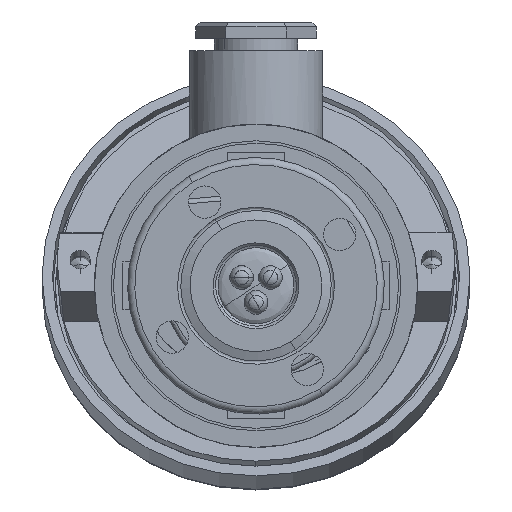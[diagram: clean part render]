
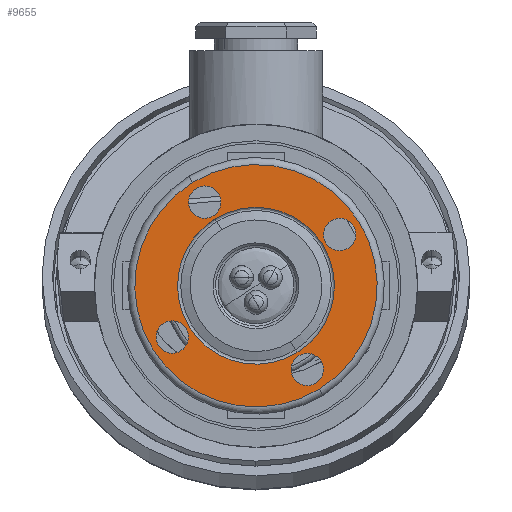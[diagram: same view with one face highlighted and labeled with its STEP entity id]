
A CAD part, front view. The second image highlights one B-rep face of the part: STEP entity #9655.
In plain terms, the highlighted face is planar.
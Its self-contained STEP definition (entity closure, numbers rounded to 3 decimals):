
#187 = EDGE_CURVE ( 'NONE', #5632, #12344, #2766, .T. ) ;
#214 = AXIS2_PLACEMENT_3D ( 'NONE', #10400, #3044, #17460 ) ;
#248 = VERTEX_POINT ( 'NONE', #14451 ) ;
#268 = PLANE ( 'NONE',  #14705 ) ;
#327 = EDGE_LOOP ( 'NONE', ( #13952, #1343 ) ) ;
#399 = DIRECTION ( 'NONE',  ( 0., 1., 0. ) ) ;
#438 = DIRECTION ( 'NONE',  ( 0., 1., 0. ) ) ;
#496 = DIRECTION ( 'NONE',  ( -1., 0., 0. ) ) ;
#657 = CARTESIAN_POINT ( 'NONE',  ( 3.4, 0.65, -20.65 ) ) ;
#968 = CARTESIAN_POINT ( 'NONE',  ( -3.4, 0.65, -20.65 ) ) ;
#994 = AXIS2_PLACEMENT_3D ( 'NONE', #2191, #16800, #9465 ) ;
#1062 = EDGE_CURVE ( 'NONE', #248, #3127, #18650, .T. ) ;
#1343 = ORIENTED_EDGE ( 'NONE', *, *, #1062, .F. ) ;
#1360 = AXIS2_PLACEMENT_3D ( 'NONE', #12012, #3014, #7562 ) ;
#1662 = ORIENTED_EDGE ( 'NONE', *, *, #12873, .F. ) ;
#1715 = ORIENTED_EDGE ( 'NONE', *, *, #7614, .F. ) ;
#1798 = AXIS2_PLACEMENT_3D ( 'NONE', #18559, #8201, #12931 ) ;
#1957 = CIRCLE ( 'NONE', #4128, 3.4 ) ;
#2142 = FACE_BOUND ( 'NONE', #327, .T. ) ;
#2191 = CARTESIAN_POINT ( 'NONE',  ( 0., 0.65, 0. ) ) ;
#2591 = EDGE_CURVE ( 'NONE', #10996, #10814, #7566, .T. ) ;
#2766 = CIRCLE ( 'NONE', #16127, 16.5 ) ;
#2897 = CIRCLE ( 'NONE', #4757, 3.4 ) ;
#3014 = DIRECTION ( 'NONE',  ( 0., 1., 0. ) ) ;
#3044 = DIRECTION ( 'NONE',  ( 0., 1., 0. ) ) ;
#3127 = VERTEX_POINT ( 'NONE', #10540 ) ;
#3571 = CARTESIAN_POINT ( 'NONE',  ( 0., 0.65, 0. ) ) ;
#3686 = EDGE_LOOP ( 'NONE', ( #13690, #1715 ) ) ;
#3856 = VERTEX_POINT ( 'NONE', #15292 ) ;
#3983 = DIRECTION ( 'NONE',  ( 0., 1., 0. ) ) ;
#4066 = DIRECTION ( 'NONE',  ( 1., 0., 0. ) ) ;
#4128 = AXIS2_PLACEMENT_3D ( 'NONE', #9723, #17350, #10090 ) ;
#4135 = CIRCLE ( 'NONE', #9412, 25.5 ) ;
#4394 = ORIENTED_EDGE ( 'NONE', *, *, #8299, .F. ) ;
#4411 = CIRCLE ( 'NONE', #994, 16.5 ) ;
#4671 = VERTEX_POINT ( 'NONE', #968 ) ;
#4757 = AXIS2_PLACEMENT_3D ( 'NONE', #14441, #19149, #12745 ) ;
#5072 = AXIS2_PLACEMENT_3D ( 'NONE', #9352, #18356, #496 ) ;
#5151 = FACE_BOUND ( 'NONE', #3686, .T. ) ;
#5348 = AXIS2_PLACEMENT_3D ( 'NONE', #16068, #8649, #14603 ) ;
#5438 = CARTESIAN_POINT ( 'NONE',  ( -20.65, 0.65, 0. ) ) ;
#5632 = VERTEX_POINT ( 'NONE', #6824 ) ;
#5711 = CARTESIAN_POINT ( 'NONE',  ( 25.5, 0.65, 0. ) ) ;
#5753 = ORIENTED_EDGE ( 'NONE', *, *, #9223, .F. ) ;
#6584 = ORIENTED_EDGE ( 'NONE', *, *, #11828, .T. ) ;
#6609 = FACE_BOUND ( 'NONE', #18040, .T. ) ;
#6824 = CARTESIAN_POINT ( 'NONE',  ( -16.5, 0.65, 0. ) ) ;
#7131 = VERTEX_POINT ( 'NONE', #657 ) ;
#7562 = DIRECTION ( 'NONE',  ( 0., 0., -1. ) ) ;
#7566 = CIRCLE ( 'NONE', #1360, 3.4 ) ;
#7614 = EDGE_CURVE ( 'NONE', #12344, #5632, #4411, .T. ) ;
#7826 = VERTEX_POINT ( 'NONE', #8868 ) ;
#8201 = DIRECTION ( 'NONE',  ( 0., 1., 0. ) ) ;
#8285 = ORIENTED_EDGE ( 'NONE', *, *, #11565, .F. ) ;
#8299 = EDGE_CURVE ( 'NONE', #7826, #3856, #13732, .T. ) ;
#8340 = AXIS2_PLACEMENT_3D ( 'NONE', #5438, #3983, #15854 ) ;
#8649 = DIRECTION ( 'NONE',  ( 0., 1., 0. ) ) ;
#8828 = CARTESIAN_POINT ( 'NONE',  ( 20.65, 0.65, -3.4 ) ) ;
#8868 = CARTESIAN_POINT ( 'NONE',  ( 3.4, 0.65, 20.65 ) ) ;
#9223 = EDGE_CURVE ( 'NONE', #3856, #7826, #1957, .T. ) ;
#9352 = CARTESIAN_POINT ( 'NONE',  ( 0., 0.65, -20.65 ) ) ;
#9412 = AXIS2_PLACEMENT_3D ( 'NONE', #13725, #399, #17052 ) ;
#9465 = DIRECTION ( 'NONE',  ( -1., 0., 0. ) ) ;
#9655 = ADVANCED_FACE ( 'NONE', ( #15464, #18417, #2142, #6609, #12509, #5151 ), #268, .F. ) ;
#9723 = CARTESIAN_POINT ( 'NONE',  ( 0., 0.65, 20.65 ) ) ;
#9954 = ORIENTED_EDGE ( 'NONE', *, *, #2591, .F. ) ;
#10090 = DIRECTION ( 'NONE',  ( 1., 0., 0. ) ) ;
#10219 = DIRECTION ( 'NONE',  ( 0., 0., 1. ) ) ;
#10327 = DIRECTION ( 'NONE',  ( 0., 1., 0. ) ) ;
#10400 = CARTESIAN_POINT ( 'NONE',  ( 0., 0.65, -20.65 ) ) ;
#10447 = CIRCLE ( 'NONE', #214, 3.4 ) ;
#10540 = CARTESIAN_POINT ( 'NONE',  ( -20.65, 0.65, 3.4 ) ) ;
#10767 = CIRCLE ( 'NONE', #1798, 25.5 ) ;
#10814 = VERTEX_POINT ( 'NONE', #14404 ) ;
#10996 = VERTEX_POINT ( 'NONE', #8828 ) ;
#11565 = EDGE_CURVE ( 'NONE', #10814, #10996, #2897, .T. ) ;
#11828 = EDGE_CURVE ( 'NONE', #13295, #14757, #4135, .T. ) ;
#11942 = CIRCLE ( 'NONE', #17291, 3.4 ) ;
#12012 = CARTESIAN_POINT ( 'NONE',  ( 20.65, 0.65, 0. ) ) ;
#12119 = CARTESIAN_POINT ( 'NONE',  ( 16.5, 0.65, 0. ) ) ;
#12344 = VERTEX_POINT ( 'NONE', #17401 ) ;
#12509 = FACE_OUTER_BOUND ( 'NONE', #14019, .T. ) ;
#12745 = DIRECTION ( 'NONE',  ( 0., 0., -1. ) ) ;
#12873 = EDGE_CURVE ( 'NONE', #7131, #4671, #17825, .T. ) ;
#12931 = DIRECTION ( 'NONE',  ( 1., 0., 0. ) ) ;
#13295 = VERTEX_POINT ( 'NONE', #19104 ) ;
#13690 = ORIENTED_EDGE ( 'NONE', *, *, #187, .F. ) ;
#13725 = CARTESIAN_POINT ( 'NONE',  ( 0., 0.65, 0. ) ) ;
#13732 = CIRCLE ( 'NONE', #5348, 3.4 ) ;
#13952 = ORIENTED_EDGE ( 'NONE', *, *, #15175, .F. ) ;
#14019 = EDGE_LOOP ( 'NONE', ( #17622, #6584 ) ) ;
#14404 = CARTESIAN_POINT ( 'NONE',  ( 20.65, 0.65, 3.4 ) ) ;
#14441 = CARTESIAN_POINT ( 'NONE',  ( 20.65, 0.65, 0. ) ) ;
#14451 = CARTESIAN_POINT ( 'NONE',  ( -20.65, 0.65, -3.4 ) ) ;
#14603 = DIRECTION ( 'NONE',  ( 1., 0., 0. ) ) ;
#14705 = AXIS2_PLACEMENT_3D ( 'NONE', #12119, #17422, #4066 ) ;
#14757 = VERTEX_POINT ( 'NONE', #5711 ) ;
#14849 = EDGE_LOOP ( 'NONE', ( #8285, #9954 ) ) ;
#15175 = EDGE_CURVE ( 'NONE', #3127, #248, #11942, .T. ) ;
#15292 = CARTESIAN_POINT ( 'NONE',  ( -3.4, 0.65, 20.65 ) ) ;
#15464 = FACE_BOUND ( 'NONE', #14849, .T. ) ;
#15854 = DIRECTION ( 'NONE',  ( 0., 0., 1. ) ) ;
#16068 = CARTESIAN_POINT ( 'NONE',  ( 0., 0.65, 20.65 ) ) ;
#16127 = AXIS2_PLACEMENT_3D ( 'NONE', #3571, #438, #18569 ) ;
#16705 = EDGE_CURVE ( 'NONE', #14757, #13295, #10767, .T. ) ;
#16800 = DIRECTION ( 'NONE',  ( 0., 1., 0. ) ) ;
#16830 = EDGE_CURVE ( 'NONE', #4671, #7131, #10447, .T. ) ;
#17052 = DIRECTION ( 'NONE',  ( 1., 0., 0. ) ) ;
#17291 = AXIS2_PLACEMENT_3D ( 'NONE', #17876, #10327, #10219 ) ;
#17350 = DIRECTION ( 'NONE',  ( 0., 1., 0. ) ) ;
#17401 = CARTESIAN_POINT ( 'NONE',  ( 16.5, 0.65, 0. ) ) ;
#17422 = DIRECTION ( 'NONE',  ( 0., -1., 0. ) ) ;
#17460 = DIRECTION ( 'NONE',  ( -1., 0., 0. ) ) ;
#17622 = ORIENTED_EDGE ( 'NONE', *, *, #16705, .T. ) ;
#17825 = CIRCLE ( 'NONE', #5072, 3.4 ) ;
#17876 = CARTESIAN_POINT ( 'NONE',  ( -20.65, 0.65, 0. ) ) ;
#18017 = ORIENTED_EDGE ( 'NONE', *, *, #16830, .F. ) ;
#18040 = EDGE_LOOP ( 'NONE', ( #18017, #1662 ) ) ;
#18356 = DIRECTION ( 'NONE',  ( 0., 1., 0. ) ) ;
#18417 = FACE_BOUND ( 'NONE', #18436, .T. ) ;
#18436 = EDGE_LOOP ( 'NONE', ( #5753, #4394 ) ) ;
#18559 = CARTESIAN_POINT ( 'NONE',  ( 0., 0.65, 0. ) ) ;
#18569 = DIRECTION ( 'NONE',  ( -1., 0., 0. ) ) ;
#18650 = CIRCLE ( 'NONE', #8340, 3.4 ) ;
#19104 = CARTESIAN_POINT ( 'NONE',  ( -25.5, 0.65, 0. ) ) ;
#19149 = DIRECTION ( 'NONE',  ( 0., 1., 0. ) ) ;
